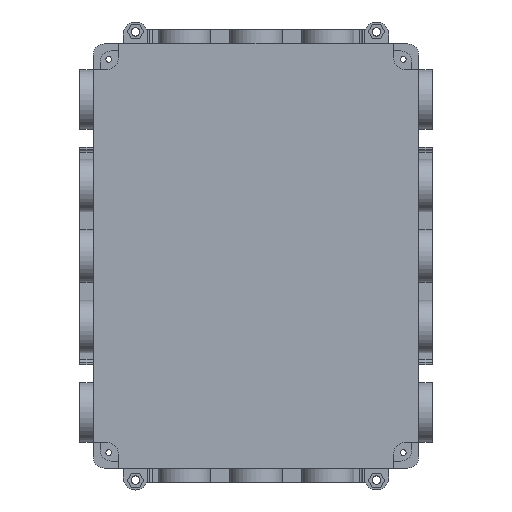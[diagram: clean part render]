
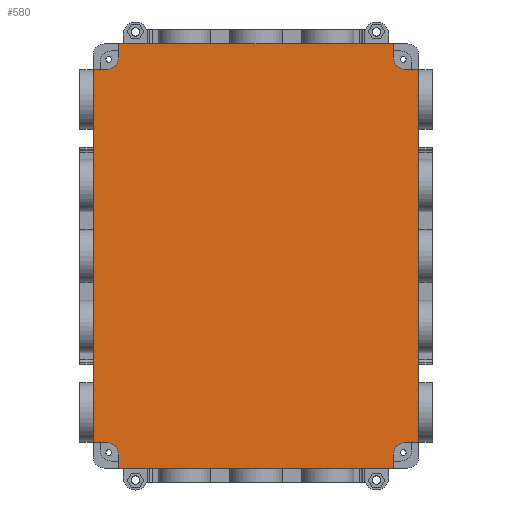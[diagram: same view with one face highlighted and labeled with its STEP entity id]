
A CAD part, front view. The second image highlights one B-rep face of the part: STEP entity #580.
In plain terms, the highlighted planar face has unit normal (0, -1, 0).
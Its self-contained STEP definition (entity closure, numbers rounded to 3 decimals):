
#2 = VERTEX_POINT ( 'NONE', #2274 ) ;
#21 = EDGE_CURVE ( 'NONE', #8000, #4254, #7861, .T. ) ;
#78 = EDGE_CURVE ( 'NONE', #2191, #4660, #314, .T. ) ;
#179 = CIRCLE ( 'NONE', #8897, 8. ) ;
#237 = DIRECTION ( 'NONE',  ( 1., 0., 0. ) ) ;
#270 = VERTEX_POINT ( 'NONE', #2946 ) ;
#291 = CIRCLE ( 'NONE', #3968, 8. ) ;
#292 = CARTESIAN_POINT ( 'NONE',  ( 105.5, 0., -140.5 ) ) ;
#314 = LINE ( 'NONE', #5121, #4176 ) ;
#396 = DIRECTION ( 'NONE',  ( 0., -1., 0. ) ) ;
#491 = CIRCLE ( 'NONE', #1506, 8. ) ;
#506 = EDGE_CURVE ( 'NONE', #6809, #7615, #1928, .T. ) ;
#510 = CARTESIAN_POINT ( 'NONE',  ( 115.5, 0., -132.5 ) ) ;
#580 = ADVANCED_FACE ( 'NONE', ( #6566 ), #1597, .T. ) ;
#710 = DIRECTION ( 'NONE',  ( 0., 0., 1. ) ) ;
#720 = ORIENTED_EDGE ( 'NONE', *, *, #2942, .F. ) ;
#805 = EDGE_CURVE ( 'NONE', #2199, #8000, #6439, .T. ) ;
#895 = CARTESIAN_POINT ( 'NONE',  ( 105.5, 0., -132.5 ) ) ;
#903 = EDGE_CURVE ( 'NONE', #1734, #6930, #291, .T. ) ;
#970 = DIRECTION ( 'NONE',  ( 0., 0., -1. ) ) ;
#1134 = CARTESIAN_POINT ( 'NONE',  ( -105.5, 0., -132.5 ) ) ;
#1233 = EDGE_CURVE ( 'NONE', #270, #5424, #4805, .T. ) ;
#1246 = ORIENTED_EDGE ( 'NONE', *, *, #78, .F. ) ;
#1283 = CARTESIAN_POINT ( 'NONE',  ( -97.5, 0., 140.5 ) ) ;
#1429 = VECTOR ( 'NONE', #4161, 1000. ) ;
#1506 = AXIS2_PLACEMENT_3D ( 'NONE', #292, #5104, #970 ) ;
#1597 = PLANE ( 'NONE',  #3566 ) ;
#1629 = CARTESIAN_POINT ( 'NONE',  ( 0., 0., 0. ) ) ;
#1708 = EDGE_CURVE ( 'NONE', #4522, #2637, #6520, .T. ) ;
#1734 = VERTEX_POINT ( 'NONE', #2803 ) ;
#1928 = LINE ( 'NONE', #3704, #5599 ) ;
#1984 = ORIENTED_EDGE ( 'NONE', *, *, #903, .F. ) ;
#2002 = CARTESIAN_POINT ( 'NONE',  ( 115.5, 0., 150.5 ) ) ;
#2106 = CARTESIAN_POINT ( 'NONE',  ( 0., 0., -132.5 ) ) ;
#2123 = VECTOR ( 'NONE', #710, 1000. ) ;
#2191 = VERTEX_POINT ( 'NONE', #1283 ) ;
#2199 = VERTEX_POINT ( 'NONE', #5428 ) ;
#2274 = CARTESIAN_POINT ( 'NONE',  ( -115.5, 0., -132.5 ) ) ;
#2301 = LINE ( 'NONE', #6635, #6216 ) ;
#2558 = LINE ( 'NONE', #2002, #4601 ) ;
#2637 = VERTEX_POINT ( 'NONE', #895 ) ;
#2692 = ORIENTED_EDGE ( 'NONE', *, *, #7688, .F. ) ;
#2733 = ORIENTED_EDGE ( 'NONE', *, *, #1708, .F. ) ;
#2798 = CARTESIAN_POINT ( 'NONE',  ( 105.5, 0., 140.5 ) ) ;
#2803 = CARTESIAN_POINT ( 'NONE',  ( -97.5, 0., -140.5 ) ) ;
#2923 = ORIENTED_EDGE ( 'NONE', *, *, #805, .F. ) ;
#2942 = EDGE_CURVE ( 'NONE', #2, #270, #4372, .T. ) ;
#2946 = CARTESIAN_POINT ( 'NONE',  ( -115.5, 0., 132.5 ) ) ;
#3044 = ORIENTED_EDGE ( 'NONE', *, *, #21, .F. ) ;
#3083 = CARTESIAN_POINT ( 'NONE',  ( -115.5, 0., 150.5 ) ) ;
#3131 = ORIENTED_EDGE ( 'NONE', *, *, #4006, .F. ) ;
#3337 = DIRECTION ( 'NONE',  ( -1., 0., 0. ) ) ;
#3503 = DIRECTION ( 'NONE',  ( 0., 0., 1. ) ) ;
#3566 = AXIS2_PLACEMENT_3D ( 'NONE', #1629, #7847, #3700 ) ;
#3578 = DIRECTION ( 'NONE',  ( 0., -1., 0. ) ) ;
#3700 = DIRECTION ( 'NONE',  ( 0., 0., -1. ) ) ;
#3704 = CARTESIAN_POINT ( 'NONE',  ( 97.5, 0., -157.5 ) ) ;
#3770 = EDGE_CURVE ( 'NONE', #6930, #2, #2301, .T. ) ;
#3775 = DIRECTION ( 'NONE',  ( 1., 0., 0. ) ) ;
#3805 = LINE ( 'NONE', #6824, #7505 ) ;
#3968 = AXIS2_PLACEMENT_3D ( 'NONE', #7723, #3578, #8401 ) ;
#4006 = EDGE_CURVE ( 'NONE', #7615, #5465, #3805, .T. ) ;
#4108 = ORIENTED_EDGE ( 'NONE', *, *, #7919, .F. ) ;
#4143 = CARTESIAN_POINT ( 'NONE',  ( 105.5, 0., 132.5 ) ) ;
#4161 = DIRECTION ( 'NONE',  ( -1., 0., 0. ) ) ;
#4176 = VECTOR ( 'NONE', #5833, 1000. ) ;
#4254 = VERTEX_POINT ( 'NONE', #8442 ) ;
#4372 = LINE ( 'NONE', #8289, #2123 ) ;
#4399 = EDGE_CURVE ( 'NONE', #4660, #8583, #4453, .T. ) ;
#4420 = DIRECTION ( 'NONE',  ( 1., 0., 0. ) ) ;
#4421 = CARTESIAN_POINT ( 'NONE',  ( 97.5, 0., -150.5 ) ) ;
#4453 = LINE ( 'NONE', #3083, #7914 ) ;
#4487 = CARTESIAN_POINT ( 'NONE',  ( 97.5, 0., 0. ) ) ;
#4496 = ORIENTED_EDGE ( 'NONE', *, *, #8690, .F. ) ;
#4510 = CARTESIAN_POINT ( 'NONE',  ( -105.5, 0., 140.5 ) ) ;
#4522 = VERTEX_POINT ( 'NONE', #510 ) ;
#4569 = CARTESIAN_POINT ( 'NONE',  ( -97.5, 0., -150.5 ) ) ;
#4601 = VECTOR ( 'NONE', #8198, 1000. ) ;
#4660 = VERTEX_POINT ( 'NONE', #7388 ) ;
#4789 = ORIENTED_EDGE ( 'NONE', *, *, #7024, .F. ) ;
#4805 = LINE ( 'NONE', #8544, #8259 ) ;
#4820 = ORIENTED_EDGE ( 'NONE', *, *, #1233, .F. ) ;
#4860 = ORIENTED_EDGE ( 'NONE', *, *, #3770, .F. ) ;
#5044 = EDGE_CURVE ( 'NONE', #2637, #6809, #491, .T. ) ;
#5104 = DIRECTION ( 'NONE',  ( 0., -1., 0. ) ) ;
#5121 = CARTESIAN_POINT ( 'NONE',  ( -97.5, 0., 157.5 ) ) ;
#5205 = DIRECTION ( 'NONE',  ( 0., 0., -1. ) ) ;
#5335 = ORIENTED_EDGE ( 'NONE', *, *, #506, .F. ) ;
#5380 = CARTESIAN_POINT ( 'NONE',  ( -97.5, 0., 0. ) ) ;
#5424 = VERTEX_POINT ( 'NONE', #6640 ) ;
#5428 = CARTESIAN_POINT ( 'NONE',  ( 97.5, 0., 140.5 ) ) ;
#5465 = VERTEX_POINT ( 'NONE', #4569 ) ;
#5599 = VECTOR ( 'NONE', #5812, 1000. ) ;
#5812 = DIRECTION ( 'NONE',  ( 0., 0., -1. ) ) ;
#5833 = DIRECTION ( 'NONE',  ( 0., 0., 1. ) ) ;
#5975 = VECTOR ( 'NONE', #7451, 1000. ) ;
#6042 = VECTOR ( 'NONE', #237, 1000. ) ;
#6185 = LINE ( 'NONE', #5380, #5975 ) ;
#6216 = VECTOR ( 'NONE', #7294, 1000. ) ;
#6346 = LINE ( 'NONE', #4487, #8187 ) ;
#6439 = CIRCLE ( 'NONE', #7667, 8. ) ;
#6520 = LINE ( 'NONE', #2106, #1429 ) ;
#6562 = EDGE_LOOP ( 'NONE', ( #4789, #3131, #5335, #7103, #2733, #4108, #3044, #2923, #2692, #7089, #1246, #4496, #4820, #720, #4860, #1984 ) ) ;
#6566 = FACE_OUTER_BOUND ( 'NONE', #6562, .T. ) ;
#6635 = CARTESIAN_POINT ( 'NONE',  ( -122.5, 0., -132.5 ) ) ;
#6640 = CARTESIAN_POINT ( 'NONE',  ( -105.5, 0., 132.5 ) ) ;
#6809 = VERTEX_POINT ( 'NONE', #7168 ) ;
#6824 = CARTESIAN_POINT ( 'NONE',  ( -115.5, 0., -150.5 ) ) ;
#6930 = VERTEX_POINT ( 'NONE', #1134 ) ;
#7024 = EDGE_CURVE ( 'NONE', #5465, #1734, #6185, .T. ) ;
#7089 = ORIENTED_EDGE ( 'NONE', *, *, #4399, .F. ) ;
#7101 = CARTESIAN_POINT ( 'NONE',  ( 122.5, 0., 132.5 ) ) ;
#7103 = ORIENTED_EDGE ( 'NONE', *, *, #5044, .F. ) ;
#7130 = CARTESIAN_POINT ( 'NONE',  ( 97.5, 0., 150.5 ) ) ;
#7168 = CARTESIAN_POINT ( 'NONE',  ( 97.5, 0., -140.5 ) ) ;
#7294 = DIRECTION ( 'NONE',  ( -1., 0., 0. ) ) ;
#7388 = CARTESIAN_POINT ( 'NONE',  ( -97.5, 0., 150.5 ) ) ;
#7451 = DIRECTION ( 'NONE',  ( 0., 0., 1. ) ) ;
#7505 = VECTOR ( 'NONE', #3337, 1000. ) ;
#7615 = VERTEX_POINT ( 'NONE', #4421 ) ;
#7643 = DIRECTION ( 'NONE',  ( 0., -1., 0. ) ) ;
#7667 = AXIS2_PLACEMENT_3D ( 'NONE', #2798, #7643, #3503 ) ;
#7688 = EDGE_CURVE ( 'NONE', #8583, #2199, #6346, .T. ) ;
#7723 = CARTESIAN_POINT ( 'NONE',  ( -105.5, 0., -140.5 ) ) ;
#7847 = DIRECTION ( 'NONE',  ( 0., -1., 0. ) ) ;
#7861 = LINE ( 'NONE', #7101, #6042 ) ;
#7914 = VECTOR ( 'NONE', #3775, 1000. ) ;
#7919 = EDGE_CURVE ( 'NONE', #4254, #4522, #2558, .T. ) ;
#8000 = VERTEX_POINT ( 'NONE', #4143 ) ;
#8187 = VECTOR ( 'NONE', #8610, 1000. ) ;
#8198 = DIRECTION ( 'NONE',  ( 0., 0., -1. ) ) ;
#8259 = VECTOR ( 'NONE', #4420, 1000. ) ;
#8289 = CARTESIAN_POINT ( 'NONE',  ( -115.5, 0., 150.5 ) ) ;
#8401 = DIRECTION ( 'NONE',  ( 0., 0., 1. ) ) ;
#8442 = CARTESIAN_POINT ( 'NONE',  ( 115.5, 0., 132.5 ) ) ;
#8544 = CARTESIAN_POINT ( 'NONE',  ( 0., 0., 132.5 ) ) ;
#8583 = VERTEX_POINT ( 'NONE', #7130 ) ;
#8610 = DIRECTION ( 'NONE',  ( 0., 0., -1. ) ) ;
#8690 = EDGE_CURVE ( 'NONE', #5424, #2191, #179, .T. ) ;
#8897 = AXIS2_PLACEMENT_3D ( 'NONE', #4510, #396, #5205 ) ;
